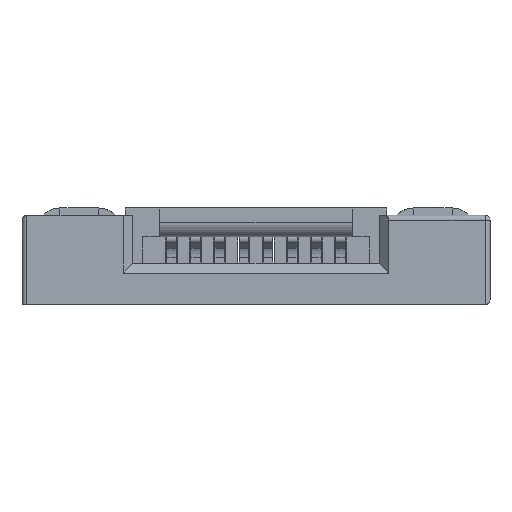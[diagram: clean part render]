
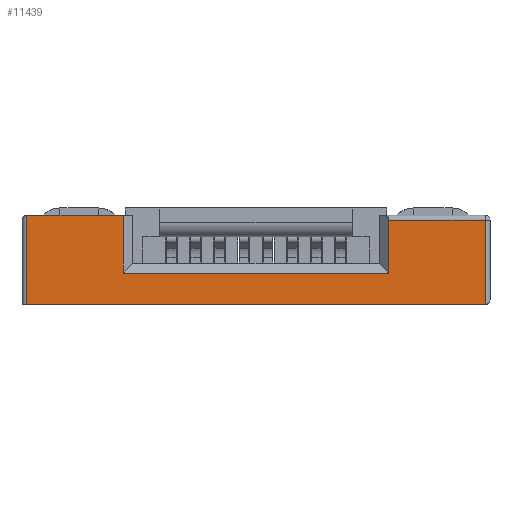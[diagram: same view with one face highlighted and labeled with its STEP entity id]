
A CAD part, front view. The second image highlights one B-rep face of the part: STEP entity #11439.
In plain terms, the highlighted planar face has unit normal (0, -1, 0).
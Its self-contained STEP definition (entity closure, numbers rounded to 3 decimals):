
#695 = VERTEX_POINT ( 'NONE', #7679 ) ;
#997 = LINE ( 'NONE', #21258, #35416 ) ;
#1395 = ORIENTED_EDGE ( 'NONE', *, *, #7363, .F. ) ;
#3885 = DIRECTION ( 'NONE',  ( -1., 0., 0. ) ) ;
#4483 = ORIENTED_EDGE ( 'NONE', *, *, #9476, .T. ) ;
#4504 = VERTEX_POINT ( 'NONE', #16385 ) ;
#4675 = CARTESIAN_POINT ( 'NONE',  ( -2.75, -2.65, 0. ) ) ;
#5178 = CARTESIAN_POINT ( 'NONE',  ( 4.85, -2.65, 0. ) ) ;
#5304 = VECTOR ( 'NONE', #16478, 1000. ) ;
#6533 = VECTOR ( 'NONE', #8111, 1000. ) ;
#7363 = EDGE_CURVE ( 'NONE', #695, #35964, #34574, .T. ) ;
#7651 = LINE ( 'NONE', #4675, #19944 ) ;
#7679 = CARTESIAN_POINT ( 'NONE',  ( 4.75, -2.65, 0. ) ) ;
#8056 = CARTESIAN_POINT ( 'NONE',  ( 2.75, -2.65, 1.75 ) ) ;
#8111 = DIRECTION ( 'NONE',  ( -1., 0., 0. ) ) ;
#9476 = EDGE_CURVE ( 'NONE', #21737, #26153, #997, .T. ) ;
#9653 = DIRECTION ( 'NONE',  ( 0., 0., -1. ) ) ;
#10660 = ORIENTED_EDGE ( 'NONE', *, *, #25789, .T. ) ;
#11439 = ADVANCED_FACE ( 'NONE', ( #36286 ), #33035, .F. ) ;
#12282 = EDGE_CURVE ( 'NONE', #22287, #32995, #13023, .T. ) ;
#13023 = LINE ( 'NONE', #16005, #6533 ) ;
#13053 = DIRECTION ( 'NONE',  ( 0., 0., -1. ) ) ;
#13159 = ORIENTED_EDGE ( 'NONE', *, *, #20538, .T. ) ;
#13673 = LINE ( 'NONE', #34039, #5304 ) ;
#15225 = CARTESIAN_POINT ( 'NONE',  ( -2.75, -2.65, 1.85 ) ) ;
#15434 = DIRECTION ( 'NONE',  ( -1., 0., 0. ) ) ;
#16005 = CARTESIAN_POINT ( 'NONE',  ( 4.85, -2.65, 1.85 ) ) ;
#16385 = CARTESIAN_POINT ( 'NONE',  ( -2.75, -2.65, 0.65 ) ) ;
#16478 = DIRECTION ( 'NONE',  ( 0., 0., 1. ) ) ;
#16521 = ORIENTED_EDGE ( 'NONE', *, *, #12282, .T. ) ;
#17155 = DIRECTION ( 'NONE',  ( 0., 1., 0. ) ) ;
#17367 = ORIENTED_EDGE ( 'NONE', *, *, #24472, .T. ) ;
#17776 = EDGE_CURVE ( 'NONE', #32995, #35964, #27394, .T. ) ;
#17945 = CARTESIAN_POINT ( 'NONE',  ( 4.85, -2.65, 0.65 ) ) ;
#18505 = LINE ( 'NONE', #17945, #26979 ) ;
#19422 = CARTESIAN_POINT ( 'NONE',  ( -4.75, -2.65, 0. ) ) ;
#19944 = VECTOR ( 'NONE', #30455, 1000. ) ;
#20198 = CARTESIAN_POINT ( 'NONE',  ( 4.85, -2.65, 0. ) ) ;
#20538 = EDGE_CURVE ( 'NONE', #4504, #22287, #7651, .T. ) ;
#21258 = CARTESIAN_POINT ( 'NONE',  ( 2.75, -2.65, 1.75 ) ) ;
#21512 = VECTOR ( 'NONE', #13053, 1000. ) ;
#21737 = VERTEX_POINT ( 'NONE', #21750 ) ;
#21750 = CARTESIAN_POINT ( 'NONE',  ( 4.75, -2.65, 1.75 ) ) ;
#22287 = VERTEX_POINT ( 'NONE', #15225 ) ;
#22418 = DIRECTION ( 'NONE',  ( 0., 0., 1. ) ) ;
#23180 = DIRECTION ( 'NONE',  ( -1., 0., 0. ) ) ;
#24334 = CARTESIAN_POINT ( 'NONE',  ( 2.75, -2.65, 0. ) ) ;
#24472 = EDGE_CURVE ( 'NONE', #25391, #4504, #18505, .T. ) ;
#25391 = VERTEX_POINT ( 'NONE', #35166 ) ;
#25789 = EDGE_CURVE ( 'NONE', #26153, #25391, #35301, .T. ) ;
#26153 = VERTEX_POINT ( 'NONE', #8056 ) ;
#26979 = VECTOR ( 'NONE', #3885, 1000. ) ;
#27394 = LINE ( 'NONE', #19422, #21512 ) ;
#28965 = ORIENTED_EDGE ( 'NONE', *, *, #30961, .T. ) ;
#29446 = CARTESIAN_POINT ( 'NONE',  ( -4.75, -2.65, 0. ) ) ;
#30455 = DIRECTION ( 'NONE',  ( 0., 0., 1. ) ) ;
#30961 = EDGE_CURVE ( 'NONE', #695, #21737, #13673, .T. ) ;
#32456 = EDGE_LOOP ( 'NONE', ( #16521, #35672, #1395, #28965, #4483, #10660, #17367, #13159 ) ) ;
#32754 = VECTOR ( 'NONE', #23180, 1000. ) ;
#32995 = VERTEX_POINT ( 'NONE', #35564 ) ;
#33035 = PLANE ( 'NONE',  #34249 ) ;
#34039 = CARTESIAN_POINT ( 'NONE',  ( 4.75, -2.65, 0. ) ) ;
#34249 = AXIS2_PLACEMENT_3D ( 'NONE', #5178, #17155, #22418 ) ;
#34574 = LINE ( 'NONE', #20198, #32754 ) ;
#35166 = CARTESIAN_POINT ( 'NONE',  ( 2.75, -2.65, 0.65 ) ) ;
#35301 = LINE ( 'NONE', #24334, #36666 ) ;
#35416 = VECTOR ( 'NONE', #15434, 1000. ) ;
#35564 = CARTESIAN_POINT ( 'NONE',  ( -4.75, -2.65, 1.85 ) ) ;
#35672 = ORIENTED_EDGE ( 'NONE', *, *, #17776, .T. ) ;
#35964 = VERTEX_POINT ( 'NONE', #29446 ) ;
#36286 = FACE_OUTER_BOUND ( 'NONE', #32456, .T. ) ;
#36666 = VECTOR ( 'NONE', #9653, 1000. ) ;
